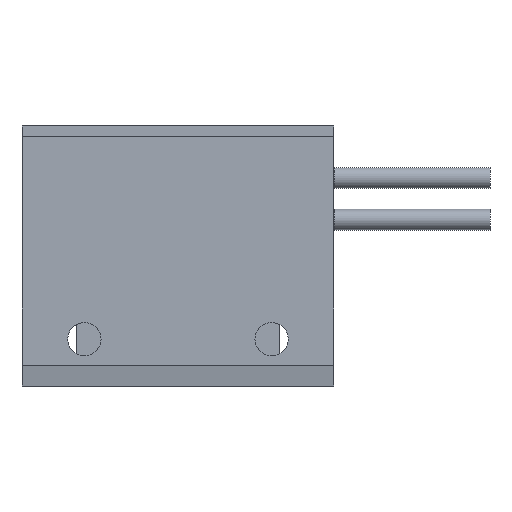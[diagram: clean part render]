
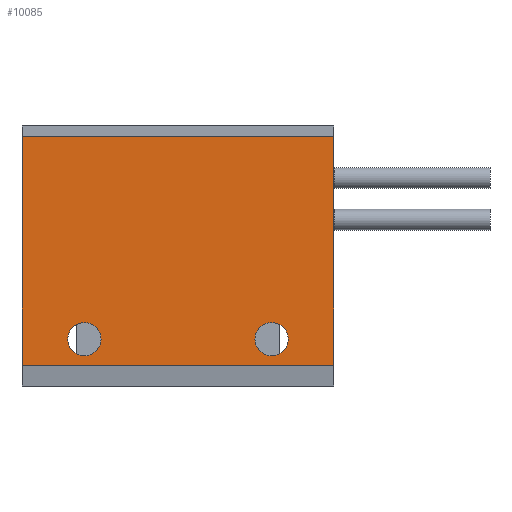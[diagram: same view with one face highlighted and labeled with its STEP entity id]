
A CAD part, front view. The second image highlights one B-rep face of the part: STEP entity #10085.
In plain terms, the highlighted planar face has unit normal (0, -1, 0).
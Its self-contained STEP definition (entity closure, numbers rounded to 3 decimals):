
#2 = EDGE_CURVE ( 'NONE', #5629, #2102, #5209, .T. ) ;
#135 = VERTEX_POINT ( 'NONE', #9184 ) ;
#146 = VERTEX_POINT ( 'NONE', #4361 ) ;
#149 = EDGE_LOOP ( 'NONE', ( #1681, #6211, #990, #12178 ) ) ;
#312 = DIRECTION ( 'NONE',  ( 0., 0., 1. ) ) ;
#421 = AXIS2_PLACEMENT_3D ( 'NONE', #8157, #6494, #11045 ) ;
#524 = FACE_OUTER_BOUND ( 'NONE', #149, .T. ) ;
#613 = ORIENTED_EDGE ( 'NONE', *, *, #11651, .T. ) ;
#712 = DIRECTION ( 'NONE',  ( -1., 0., 0. ) ) ;
#990 = ORIENTED_EDGE ( 'NONE', *, *, #6055, .T. ) ;
#1621 = CARTESIAN_POINT ( 'NONE',  ( 18., 0., -1.6 ) ) ;
#1681 = ORIENTED_EDGE ( 'NONE', *, *, #6758, .F. ) ;
#2102 = VERTEX_POINT ( 'NONE', #11064 ) ;
#2268 = DIRECTION ( 'NONE',  ( 0., 0., -1. ) ) ;
#2421 = AXIS2_PLACEMENT_3D ( 'NONE', #3655, #7438, #2731 ) ;
#2718 = EDGE_LOOP ( 'NONE', ( #6414, #5359 ) ) ;
#2731 = DIRECTION ( 'NONE',  ( 0., 0., -1. ) ) ;
#2999 = AXIS2_PLACEMENT_3D ( 'NONE', #11242, #7563, #3766 ) ;
#3031 = LINE ( 'NONE', #10806, #7769 ) ;
#3361 = CARTESIAN_POINT ( 'NONE',  ( 24., 0., 19.5 ) ) ;
#3499 = LINE ( 'NONE', #9952, #9150 ) ;
#3655 = CARTESIAN_POINT ( 'NONE',  ( 3994., 0., -2.5 ) ) ;
#3694 = VECTOR ( 'NONE', #312, 1000. ) ;
#3766 = DIRECTION ( 'NONE',  ( 0., 0., -1. ) ) ;
#4361 = CARTESIAN_POINT ( 'NONE',  ( 24., 0., -2.5 ) ) ;
#4469 = CARTESIAN_POINT ( 'NONE',  ( -6., 0., 19.5 ) ) ;
#4543 = CARTESIAN_POINT ( 'NONE',  ( 18., 0., 0. ) ) ;
#4654 = PLANE ( 'NONE',  #2421 ) ;
#4666 = DIRECTION ( 'NONE',  ( 0., 1., 0. ) ) ;
#4726 = CARTESIAN_POINT ( 'NONE',  ( -6., 0., -2.5 ) ) ;
#4753 = VERTEX_POINT ( 'NONE', #1621 ) ;
#5209 = CIRCLE ( 'NONE', #10326, 1.6 ) ;
#5230 = CIRCLE ( 'NONE', #8950, 1.6 ) ;
#5359 = ORIENTED_EDGE ( 'NONE', *, *, #2, .T. ) ;
#5629 = VERTEX_POINT ( 'NONE', #8749 ) ;
#5743 = VECTOR ( 'NONE', #10574, 1000. ) ;
#5764 = CIRCLE ( 'NONE', #421, 1.6 ) ;
#5914 = EDGE_CURVE ( 'NONE', #2102, #5629, #10506, .T. ) ;
#6055 = EDGE_CURVE ( 'NONE', #8183, #6702, #3499, .T. ) ;
#6211 = ORIENTED_EDGE ( 'NONE', *, *, #9525, .T. ) ;
#6414 = ORIENTED_EDGE ( 'NONE', *, *, #5914, .T. ) ;
#6494 = DIRECTION ( 'NONE',  ( 0., 1., 0. ) ) ;
#6515 = EDGE_CURVE ( 'NONE', #4753, #135, #5230, .T. ) ;
#6630 = CARTESIAN_POINT ( 'NONE',  ( 24., 0., -2.5 ) ) ;
#6702 = VERTEX_POINT ( 'NONE', #4469 ) ;
#6758 = EDGE_CURVE ( 'NONE', #146, #7330, #3031, .T. ) ;
#6825 = LINE ( 'NONE', #6630, #5743 ) ;
#7330 = VERTEX_POINT ( 'NONE', #4726 ) ;
#7438 = DIRECTION ( 'NONE',  ( 0., -1., 0. ) ) ;
#7563 = DIRECTION ( 'NONE',  ( 0., 1., 0. ) ) ;
#7769 = VECTOR ( 'NONE', #8793, 1000. ) ;
#7843 = CARTESIAN_POINT ( 'NONE',  ( -6., 0., -2.5 ) ) ;
#7884 = DIRECTION ( 'NONE',  ( 0., 1., 0. ) ) ;
#8157 = CARTESIAN_POINT ( 'NONE',  ( 18., 0., 0. ) ) ;
#8183 = VERTEX_POINT ( 'NONE', #3361 ) ;
#8632 = EDGE_CURVE ( 'NONE', #7330, #6702, #9652, .T. ) ;
#8749 = CARTESIAN_POINT ( 'NONE',  ( 0., 0., -1.6 ) ) ;
#8793 = DIRECTION ( 'NONE',  ( -1., 0., 0. ) ) ;
#8950 = AXIS2_PLACEMENT_3D ( 'NONE', #4543, #4666, #11147 ) ;
#9150 = VECTOR ( 'NONE', #712, 1000. ) ;
#9184 = CARTESIAN_POINT ( 'NONE',  ( 18., 0., 1.6 ) ) ;
#9525 = EDGE_CURVE ( 'NONE', #146, #8183, #6825, .T. ) ;
#9652 = LINE ( 'NONE', #7843, #3694 ) ;
#9868 = CARTESIAN_POINT ( 'NONE',  ( 0., 0., 0. ) ) ;
#9952 = CARTESIAN_POINT ( 'NONE',  ( 3994., 0., 19.5 ) ) ;
#10085 = ADVANCED_FACE ( 'NONE', ( #11195, #10218, #524 ), #4654, .T. ) ;
#10218 = FACE_BOUND ( 'NONE', #12004, .T. ) ;
#10326 = AXIS2_PLACEMENT_3D ( 'NONE', #9868, #7884, #2268 ) ;
#10506 = CIRCLE ( 'NONE', #2999, 1.6 ) ;
#10574 = DIRECTION ( 'NONE',  ( 0., 0., 1. ) ) ;
#10806 = CARTESIAN_POINT ( 'NONE',  ( 3994., 0., -2.5 ) ) ;
#11045 = DIRECTION ( 'NONE',  ( 0., 0., -1. ) ) ;
#11064 = CARTESIAN_POINT ( 'NONE',  ( 0., 0., 1.6 ) ) ;
#11147 = DIRECTION ( 'NONE',  ( 0., 0., -1. ) ) ;
#11195 = FACE_BOUND ( 'NONE', #2718, .T. ) ;
#11242 = CARTESIAN_POINT ( 'NONE',  ( 0., 0., 0. ) ) ;
#11325 = ORIENTED_EDGE ( 'NONE', *, *, #6515, .T. ) ;
#11651 = EDGE_CURVE ( 'NONE', #135, #4753, #5764, .T. ) ;
#12004 = EDGE_LOOP ( 'NONE', ( #613, #11325 ) ) ;
#12178 = ORIENTED_EDGE ( 'NONE', *, *, #8632, .F. ) ;
